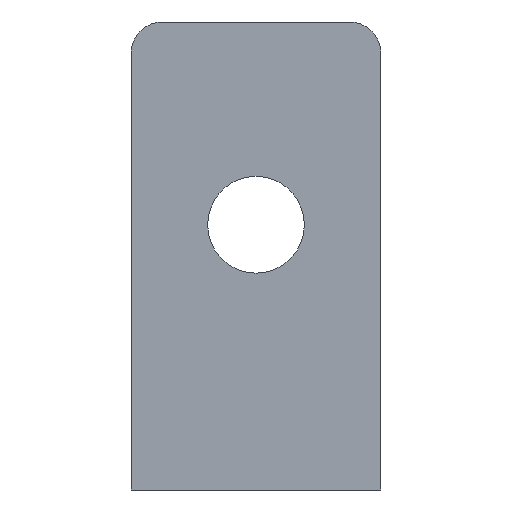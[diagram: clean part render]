
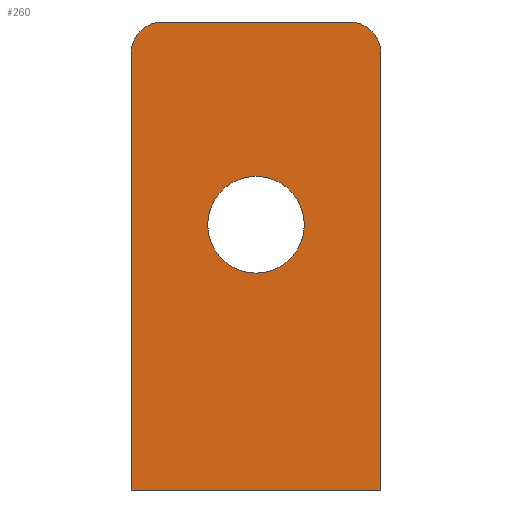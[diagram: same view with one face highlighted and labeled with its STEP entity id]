
A CAD part, front view. The second image highlights one B-rep face of the part: STEP entity #260.
In plain terms, the highlighted planar face has unit normal (0, -1, 0).
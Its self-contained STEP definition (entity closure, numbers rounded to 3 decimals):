
#11 = DIRECTION ( 'NONE',  ( 0., 0., 1. ) ) ;
#14 = VERTEX_POINT ( 'NONE', #293 ) ;
#18 = AXIS2_PLACEMENT_3D ( 'NONE', #281, #72, #320 ) ;
#21 = DIRECTION ( 'NONE',  ( 0., 0., 1. ) ) ;
#25 = CARTESIAN_POINT ( 'NONE',  ( 1., 0., 0. ) ) ;
#33 = FACE_OUTER_BOUND ( 'NONE', #163, .T. ) ;
#35 = FACE_BOUND ( 'NONE', #130, .T. ) ;
#39 = EDGE_CURVE ( 'NONE', #329, #183, #98, .T. ) ;
#41 = CARTESIAN_POINT ( 'NONE',  ( 4., 0., -4.95 ) ) ;
#49 = PLANE ( 'NONE',  #218 ) ;
#63 = CARTESIAN_POINT ( 'NONE',  ( 8., 0., 0. ) ) ;
#66 = CARTESIAN_POINT ( 'NONE',  ( 0., 0., -1. ) ) ;
#72 = DIRECTION ( 'NONE',  ( 0., -1., 0. ) ) ;
#82 = CARTESIAN_POINT ( 'NONE',  ( 8., 0., -1. ) ) ;
#88 = CARTESIAN_POINT ( 'NONE',  ( 8., 0., 0. ) ) ;
#98 = LINE ( 'NONE', #393, #119 ) ;
#119 = VECTOR ( 'NONE', #334, 1000. ) ;
#125 = AXIS2_PLACEMENT_3D ( 'NONE', #462, #245, #21 ) ;
#130 = EDGE_LOOP ( 'NONE', ( #228 ) ) ;
#159 = ORIENTED_EDGE ( 'NONE', *, *, #428, .T. ) ;
#162 = VERTEX_POINT ( 'NONE', #41 ) ;
#163 = EDGE_LOOP ( 'NONE', ( #408, #306, #211, #159, #324, #259 ) ) ;
#171 = VERTEX_POINT ( 'NONE', #82 ) ;
#183 = VERTEX_POINT ( 'NONE', #244 ) ;
#189 = VERTEX_POINT ( 'NONE', #66 ) ;
#211 = ORIENTED_EDGE ( 'NONE', *, *, #446, .T. ) ;
#215 = VECTOR ( 'NONE', #475, 1000. ) ;
#218 = AXIS2_PLACEMENT_3D ( 'NONE', #88, #340, #11 ) ;
#227 = DIRECTION ( 'NONE',  ( 0., 1., 0. ) ) ;
#228 = ORIENTED_EDGE ( 'NONE', *, *, #301, .T. ) ;
#232 = LINE ( 'NONE', #405, #215 ) ;
#237 = VERTEX_POINT ( 'NONE', #25 ) ;
#243 = VECTOR ( 'NONE', #360, 1000. ) ;
#244 = CARTESIAN_POINT ( 'NONE',  ( 0., 0., -15. ) ) ;
#245 = DIRECTION ( 'NONE',  ( 0., -1., 0. ) ) ;
#253 = CIRCLE ( 'NONE', #125, 1. ) ;
#259 = ORIENTED_EDGE ( 'NONE', *, *, #39, .F. ) ;
#260 = ADVANCED_FACE ( 'NONE', ( #35, #33 ), #49, .F. ) ;
#262 = CARTESIAN_POINT ( 'NONE',  ( 8., 0., 0. ) ) ;
#281 = CARTESIAN_POINT ( 'NONE',  ( 7., 0., -1. ) ) ;
#284 = LINE ( 'NONE', #63, #243 ) ;
#293 = CARTESIAN_POINT ( 'NONE',  ( 7., 0., 0. ) ) ;
#297 = DIRECTION ( 'NONE',  ( 0., 0., -1. ) ) ;
#301 = EDGE_CURVE ( 'NONE', #162, #162, #434, .T. ) ;
#306 = ORIENTED_EDGE ( 'NONE', *, *, #377, .T. ) ;
#320 = DIRECTION ( 'NONE',  ( 0., 0., 1. ) ) ;
#324 = ORIENTED_EDGE ( 'NONE', *, *, #466, .T. ) ;
#329 = VERTEX_POINT ( 'NONE', #362 ) ;
#334 = DIRECTION ( 'NONE',  ( -1., 0., 0. ) ) ;
#340 = DIRECTION ( 'NONE',  ( 0., 1., 0. ) ) ;
#350 = CIRCLE ( 'NONE', #18, 1. ) ;
#360 = DIRECTION ( 'NONE',  ( -1., 0., 0. ) ) ;
#362 = CARTESIAN_POINT ( 'NONE',  ( 8., 0., -15. ) ) ;
#363 = EDGE_CURVE ( 'NONE', #171, #329, #381, .T. ) ;
#366 = VECTOR ( 'NONE', #297, 1000. ) ;
#377 = EDGE_CURVE ( 'NONE', #171, #14, #350, .T. ) ;
#381 = LINE ( 'NONE', #262, #366 ) ;
#386 = AXIS2_PLACEMENT_3D ( 'NONE', #452, #227, #463 ) ;
#393 = CARTESIAN_POINT ( 'NONE',  ( 8., 0., -15. ) ) ;
#405 = CARTESIAN_POINT ( 'NONE',  ( 0., 0., 0. ) ) ;
#408 = ORIENTED_EDGE ( 'NONE', *, *, #363, .F. ) ;
#428 = EDGE_CURVE ( 'NONE', #237, #189, #253, .T. ) ;
#434 = CIRCLE ( 'NONE', #386, 1.55 ) ;
#446 = EDGE_CURVE ( 'NONE', #14, #237, #284, .T. ) ;
#452 = CARTESIAN_POINT ( 'NONE',  ( 4., 0., -6.5 ) ) ;
#462 = CARTESIAN_POINT ( 'NONE',  ( 1., 0., -1. ) ) ;
#463 = DIRECTION ( 'NONE',  ( 0., 0., 1. ) ) ;
#466 = EDGE_CURVE ( 'NONE', #189, #183, #232, .T. ) ;
#475 = DIRECTION ( 'NONE',  ( 0., 0., -1. ) ) ;
